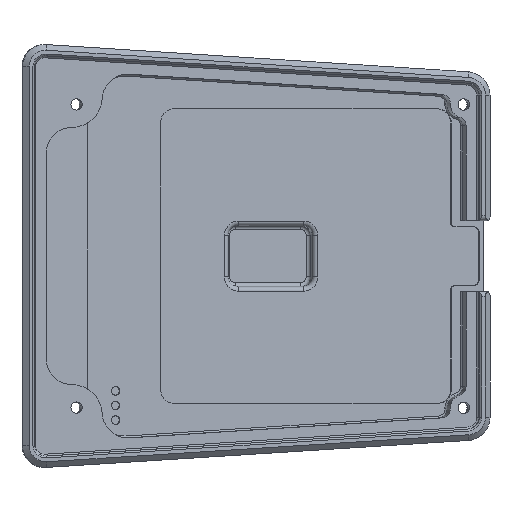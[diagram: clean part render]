
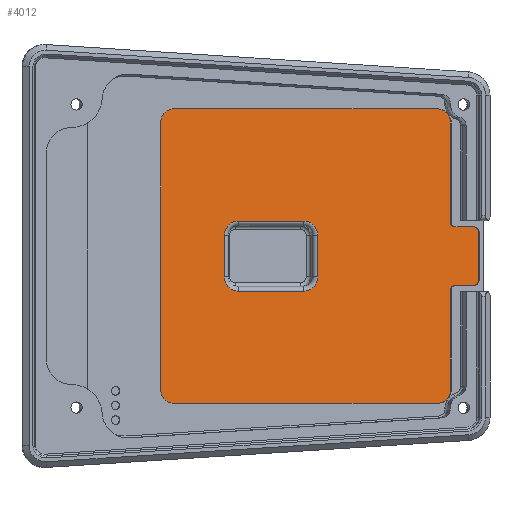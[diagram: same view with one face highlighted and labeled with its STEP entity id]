
A CAD part, top view. The second image highlights one B-rep face of the part: STEP entity #4012.
In plain terms, the highlighted planar face has unit normal (0.174, 0, 0.985).
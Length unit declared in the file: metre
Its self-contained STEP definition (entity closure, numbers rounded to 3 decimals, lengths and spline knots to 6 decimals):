
#300=LINE('',#6127,#667);
#303=LINE('',#6134,#670);
#304=LINE('',#6151,#671);
#307=LINE('',#6158,#674);
#323=LINE('',#6223,#690);
#324=LINE('',#6225,#691);
#326=LINE('',#6228,#693);
#373=LINE('',#6394,#740);
#375=LINE('',#6397,#742);
#377=LINE('',#6400,#744);
#468=LINE('',#11234,#835);
#471=LINE('',#11238,#838);
#667=VECTOR('',#4932,1.);
#670=VECTOR('',#4939,1.);
#671=VECTOR('',#4960,1.);
#674=VECTOR('',#4967,1.);
#690=VECTOR('',#5033,1.);
#691=VECTOR('',#5036,1.);
#693=VECTOR('',#5040,1.);
#740=VECTOR('',#5225,1.);
#742=VECTOR('',#5229,1.);
#744=VECTOR('',#5233,1.);
#835=VECTOR('',#5390,1.);
#838=VECTOR('',#5395,1.);
#1862=ORIENTED_EDGE('',*,*,#2394,.F.);
#1863=ORIENTED_EDGE('',*,*,#2383,.T.);
#1864=ORIENTED_EDGE('',*,*,#2395,.F.);
#1865=ORIENTED_EDGE('',*,*,#2379,.T.);
#1866=ORIENTED_EDGE('',*,*,#2397,.F.);
#1867=ORIENTED_EDGE('',*,*,#2391,.T.);
#1868=ORIENTED_EDGE('',*,*,#2611,.T.);
#1869=ORIENTED_EDGE('',*,*,#2476,.T.);
#1870=ORIENTED_EDGE('',*,*,#2478,.T.);
#1871=ORIENTED_EDGE('',*,*,#2472,.T.);
#1872=ORIENTED_EDGE('',*,*,#2482,.T.);
#1873=ORIENTED_EDGE('',*,*,#2468,.T.);
#1874=ORIENTED_EDGE('',*,*,#2480,.T.);
#1875=ORIENTED_EDGE('',*,*,#2464,.T.);
#1876=ORIENTED_EDGE('',*,*,#2614,.T.);
#1877=ORIENTED_EDGE('',*,*,#2387,.T.);
#1878=ORIENTED_EDGE('',*,*,#2350,.T.);
#1879=ORIENTED_EDGE('',*,*,#2344,.T.);
#1880=ORIENTED_EDGE('',*,*,#2346,.T.);
#1881=ORIENTED_EDGE('',*,*,#2352,.T.);
#1882=ORIENTED_EDGE('',*,*,#2358,.T.);
#1883=ORIENTED_EDGE('',*,*,#2364,.T.);
#1884=ORIENTED_EDGE('',*,*,#2362,.T.);
#1885=ORIENTED_EDGE('',*,*,#2356,.T.);
#2344=EDGE_CURVE('',#2859,#2862,#3106,.T.);
#2346=EDGE_CURVE('',#2862,#2864,#300,.T.);
#2350=EDGE_CURVE('',#2865,#2859,#303,.T.);
#2352=EDGE_CURVE('',#2864,#2868,#3110,.T.);
#2356=EDGE_CURVE('',#2869,#2865,#3114,.T.);
#2358=EDGE_CURVE('',#2868,#2872,#304,.T.);
#2362=EDGE_CURVE('',#2873,#2869,#307,.T.);
#2364=EDGE_CURVE('',#2872,#2873,#3118,.T.);
#2379=EDGE_CURVE('',#2886,#2885,#3122,.T.);
#2383=EDGE_CURVE('',#2890,#2889,#3124,.T.);
#2387=EDGE_CURVE('',#2894,#2893,#3126,.T.);
#2391=EDGE_CURVE('',#2898,#2897,#3128,.T.);
#2394=EDGE_CURVE('',#2890,#2893,#323,.T.);
#2395=EDGE_CURVE('',#2886,#2889,#324,.T.);
#2397=EDGE_CURVE('',#2898,#2885,#326,.T.);
#2464=EDGE_CURVE('',#2936,#2935,#3156,.T.);
#2468=EDGE_CURVE('',#2940,#2939,#3158,.T.);
#2472=EDGE_CURVE('',#2944,#2943,#3160,.T.);
#2476=EDGE_CURVE('',#2948,#2947,#3162,.T.);
#2478=EDGE_CURVE('',#2947,#2944,#373,.T.);
#2480=EDGE_CURVE('',#2939,#2936,#375,.T.);
#2482=EDGE_CURVE('',#2943,#2940,#377,.T.);
#2611=EDGE_CURVE('',#2897,#2948,#468,.T.);
#2614=EDGE_CURVE('',#2935,#2894,#471,.T.);
#2859=VERTEX_POINT('',#6116);
#2862=VERTEX_POINT('',#6121);
#2864=VERTEX_POINT('',#6126);
#2865=VERTEX_POINT('',#6131);
#2868=VERTEX_POINT('',#6138);
#2869=VERTEX_POINT('',#6143);
#2872=VERTEX_POINT('',#6150);
#2873=VERTEX_POINT('',#6155);
#2885=VERTEX_POINT('',#6190);
#2886=VERTEX_POINT('',#6192);
#2889=VERTEX_POINT('',#6199);
#2890=VERTEX_POINT('',#6201);
#2893=VERTEX_POINT('',#6208);
#2894=VERTEX_POINT('',#6210);
#2897=VERTEX_POINT('',#6217);
#2898=VERTEX_POINT('',#6219);
#2935=VERTEX_POINT('',#6362);
#2936=VERTEX_POINT('',#6364);
#2939=VERTEX_POINT('',#6371);
#2940=VERTEX_POINT('',#6373);
#2943=VERTEX_POINT('',#6380);
#2944=VERTEX_POINT('',#6382);
#2947=VERTEX_POINT('',#6389);
#2948=VERTEX_POINT('',#6391);
#3106=CIRCLE('',#4222,0.003);
#3110=CIRCLE('',#4229,0.003);
#3114=CIRCLE('',#4234,0.003);
#3118=CIRCLE('',#4241,0.003);
#3122=CIRCLE('',#4253,0.0012);
#3124=CIRCLE('',#4256,0.0012);
#3126=CIRCLE('',#4259,0.0008);
#3128=CIRCLE('',#4262,0.0008);
#3156=CIRCLE('',#4324,0.003);
#3158=CIRCLE('',#4327,0.003);
#3160=CIRCLE('',#4330,0.003);
#3162=CIRCLE('',#4333,0.003);
#3392=EDGE_LOOP('',(#1862,#1863,#1864,#1865,#1866,#1867,#1868,#1869,#1870,
#1871,#1872,#1873,#1874,#1875,#1876,#1877));
#3393=EDGE_LOOP('',(#1878,#1879,#1880,#1881,#1882,#1883,#1884,#1885));
#3651=FACE_BOUND('',#3392,.T.);
#3652=FACE_BOUND('',#3393,.T.);
#3798=PLANE('',#4393);
#4012=ADVANCED_FACE('',(#3651,#3652),#3798,.T.);
#4222=AXIS2_PLACEMENT_3D('',#6122,#4926,#4927);
#4229=AXIS2_PLACEMENT_3D('',#6139,#4944,#4945);
#4234=AXIS2_PLACEMENT_3D('',#6146,#4954,#4955);
#4241=AXIS2_PLACEMENT_3D('',#6161,#4972,#4973);
#4253=AXIS2_PLACEMENT_3D('',#6191,#5003,#5004);
#4256=AXIS2_PLACEMENT_3D('',#6200,#5011,#5012);
#4259=AXIS2_PLACEMENT_3D('',#6209,#5019,#5020);
#4262=AXIS2_PLACEMENT_3D('',#6218,#5027,#5028);
#4324=AXIS2_PLACEMENT_3D('',#6363,#5196,#5197);
#4327=AXIS2_PLACEMENT_3D('',#6372,#5204,#5205);
#4330=AXIS2_PLACEMENT_3D('',#6381,#5212,#5213);
#4333=AXIS2_PLACEMENT_3D('',#6390,#5220,#5221);
#4393=AXIS2_PLACEMENT_3D('',#11289,#5460,#5461);
#4926=DIRECTION('',(-0.174,0.,-0.985));
#4927=DIRECTION('',(0.985,0.,-0.174));
#4932=DIRECTION('',(0.,-1.,0.));
#4939=DIRECTION('',(0.985,0.,-0.174));
#4944=DIRECTION('',(-0.174,0.,-0.985));
#4945=DIRECTION('',(0.985,0.,-0.174));
#4954=DIRECTION('',(-0.174,0.,-0.985));
#4955=DIRECTION('',(0.985,0.,-0.174));
#4960=DIRECTION('',(-0.985,0.,0.174));
#4967=DIRECTION('',(0.,1.,0.));
#4972=DIRECTION('',(-0.174,0.,-0.985));
#4973=DIRECTION('',(0.985,0.,-0.174));
#5003=DIRECTION('',(0.174,0.,0.985));
#5004=DIRECTION('',(0.985,0.,-0.174));
#5011=DIRECTION('',(0.174,0.,0.985));
#5012=DIRECTION('',(0.985,0.,-0.174));
#5019=DIRECTION('',(-0.174,0.,-0.985));
#5020=DIRECTION('',(0.985,0.,-0.174));
#5027=DIRECTION('',(-0.174,0.,-0.985));
#5028=DIRECTION('',(0.985,0.,-0.174));
#5033=DIRECTION('',(-0.985,0.,0.174));
#5036=DIRECTION('',(0.,-1.,0.));
#5040=DIRECTION('',(0.985,0.,-0.174));
#5196=DIRECTION('',(0.174,0.,0.985));
#5197=DIRECTION('',(0.985,0.,-0.174));
#5204=DIRECTION('',(0.174,0.,0.985));
#5205=DIRECTION('',(0.985,0.,-0.174));
#5212=DIRECTION('',(0.174,0.,0.985));
#5213=DIRECTION('',(0.985,0.,-0.174));
#5220=DIRECTION('',(0.174,0.,0.985));
#5221=DIRECTION('',(0.985,0.,-0.174));
#5225=DIRECTION('',(-0.985,0.,0.174));
#5229=DIRECTION('',(0.985,0.,-0.174));
#5233=DIRECTION('',(0.,-1.,0.));
#5390=DIRECTION('',(0.,1.,0.));
#5395=DIRECTION('',(0.,1.,0.));
#5460=DIRECTION('',(0.174,0.,0.985));
#5461=DIRECTION('',(0.985,0.,-0.174));
#6116=CARTESIAN_POINT('',(0.040327,0.00406,0.000769));
#6121=CARTESIAN_POINT('',(0.043281,0.00106,0.000248));
#6122=CARTESIAN_POINT('',(0.040327,0.00106,0.000769));
#6126=CARTESIAN_POINT('',(0.043281,-0.00774,0.000248));
#6127=CARTESIAN_POINT('',(0.043281,-0.00774,0.000248));
#6131=CARTESIAN_POINT('',(0.026539,0.00406,0.0032));
#6134=CARTESIAN_POINT('',(0.040327,0.00406,0.000769));
#6138=CARTESIAN_POINT('',(0.040327,-0.01074,0.000769));
#6139=CARTESIAN_POINT('',(0.040327,-0.00774,0.000769));
#6143=CARTESIAN_POINT('',(0.023585,0.00106,0.003721));
#6146=CARTESIAN_POINT('',(0.026539,0.00106,0.0032));
#6150=CARTESIAN_POINT('',(0.026539,-0.01074,0.0032));
#6151=CARTESIAN_POINT('',(0.026539,-0.01074,0.0032));
#6155=CARTESIAN_POINT('',(0.023585,-0.00774,0.003721));
#6158=CARTESIAN_POINT('',(0.023585,0.00106,0.003721));
#6161=CARTESIAN_POINT('',(0.026539,-0.00774,0.0032));
#6190=CARTESIAN_POINT('',(0.076075,0.00286,-0.005534));
#6191=CARTESIAN_POINT('',(0.076075,0.00166,-0.005534));
#6192=CARTESIAN_POINT('',(0.077257,0.00166,-0.005743));
#6199=CARTESIAN_POINT('',(0.077257,-0.00834,-0.005743));
#6200=CARTESIAN_POINT('',(0.076075,-0.00834,-0.005534));
#6201=CARTESIAN_POINT('',(0.076075,-0.00954,-0.005534));
#6208=CARTESIAN_POINT('',(0.072136,-0.00954,-0.00484));
#6209=CARTESIAN_POINT('',(0.072136,-0.01034,-0.00484));
#6210=CARTESIAN_POINT('',(0.071348,-0.01034,-0.004701));
#6217=CARTESIAN_POINT('',(0.071348,0.00366,-0.004701));
#6218=CARTESIAN_POINT('',(0.072136,0.00366,-0.00484));
#6219=CARTESIAN_POINT('',(0.072136,0.00286,-0.00484));
#6223=CARTESIAN_POINT('',(0.071348,-0.00954,-0.004701));
#6225=CARTESIAN_POINT('',(0.077257,0.00286,-0.005743));
#6228=CARTESIAN_POINT('',(0.071348,0.00286,-0.004701));
#6362=CARTESIAN_POINT('',(0.071348,-0.03144,-0.004701));
#6363=CARTESIAN_POINT('',(0.068394,-0.03144,-0.00418));
#6364=CARTESIAN_POINT('',(0.068394,-0.03444,-0.00418));
#6371=CARTESIAN_POINT('',(0.012949,-0.03444,0.005597));
#6372=CARTESIAN_POINT('',(0.012949,-0.03144,0.005597));
#6373=CARTESIAN_POINT('',(0.009995,-0.03144,0.006118));
#6380=CARTESIAN_POINT('',(0.009995,0.02476,0.006118));
#6381=CARTESIAN_POINT('',(0.012949,0.02476,0.005597));
#6382=CARTESIAN_POINT('',(0.012949,0.02776,0.005597));
#6389=CARTESIAN_POINT('',(0.068394,0.02776,-0.00418));
#6390=CARTESIAN_POINT('',(0.068394,0.02476,-0.00418));
#6391=CARTESIAN_POINT('',(0.071348,0.02476,-0.004701));
#6394=CARTESIAN_POINT('',(0.009995,0.02776,0.006118));
#6397=CARTESIAN_POINT('',(0.009995,-0.03444,0.006118));
#6400=CARTESIAN_POINT('',(0.009995,0.02776,0.006118));
#11234=CARTESIAN_POINT('',(0.071348,0.02776,-0.004701));
#11238=CARTESIAN_POINT('',(0.071348,0.02776,-0.004701));
#11289=CARTESIAN_POINT('',(0.07737,-0.040726,-0.005762));
